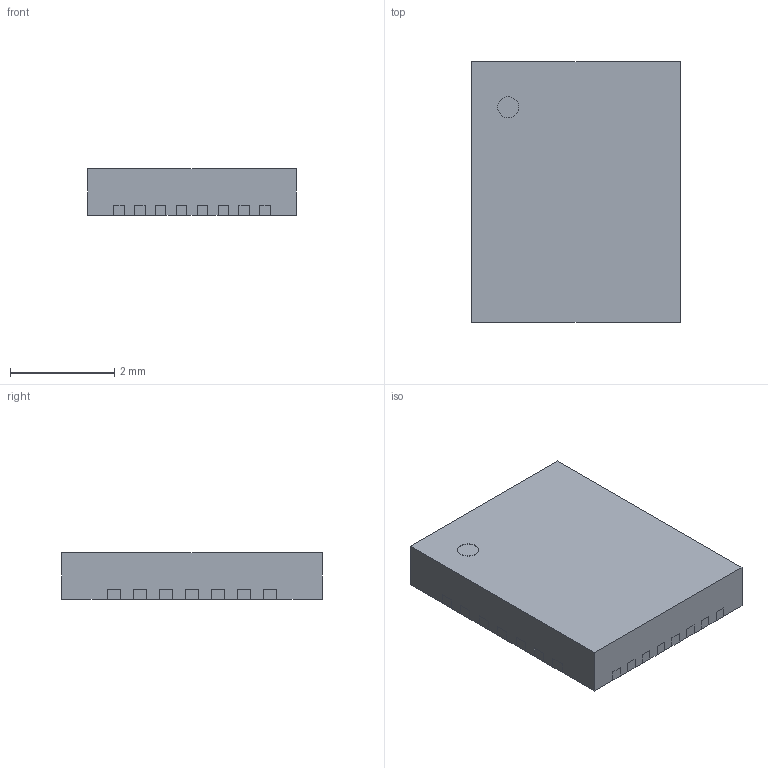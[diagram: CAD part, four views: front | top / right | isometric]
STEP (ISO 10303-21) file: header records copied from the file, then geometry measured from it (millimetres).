
FILE_DESCRIPTION(('FreeCAD Model'),'2;1');
FILE_NAME('Open CASCADE Shape Model','2023-07-30T17:07:32',( 'kicad StepUp'),('ksu MCAD'),'Open CASCADE STEP processor 7.6', 'FreeCAD','Unknown');
FILE_SCHEMA(('AUTOMOTIVE_DESIGN { 1 0 10303 214 1 1 1 1 }'));
Length unit declared in the file: millimetre
Products named in the file (1): MPS_QFN-30-MP2762A
Bounding box: 4 x 5 x 0.9 mm (x, y, z)
Volume: 18 mm3; surface area: 92.3 mm2
Topology: 31 solids, 31 shells, 429 faces, 1098 edges, 732 vertices
Faces by surface type: plane 307, cylinder 122
Entity records: 16194 total; most frequent: CARTESIAN_POINT 2260, DIRECTION 2202, ORIENTED_EDGE 2196, EDGE_CURVE 1098, LINE 854, VECTOR 854, VERTEX_POINT 732, AXIS2_PLACEMENT_3D 674
